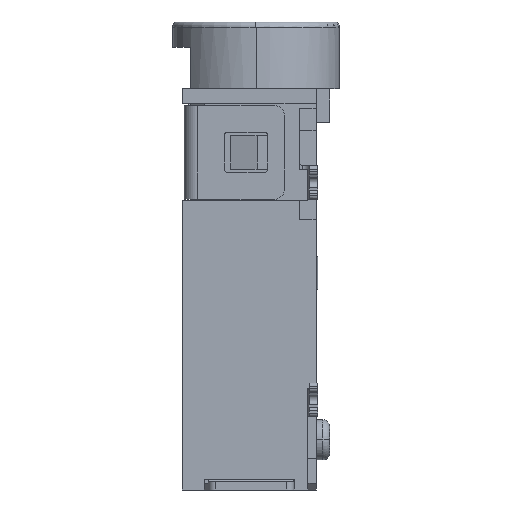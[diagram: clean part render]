
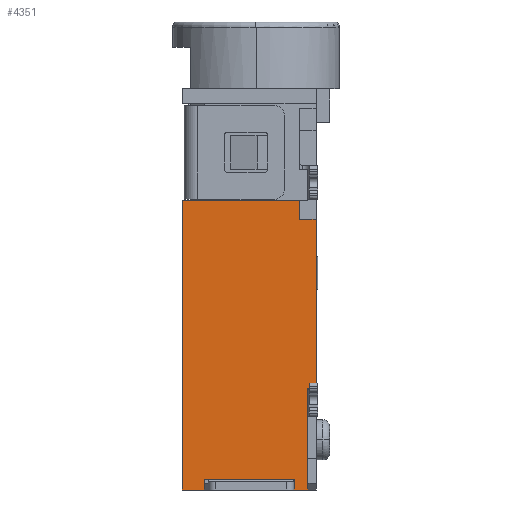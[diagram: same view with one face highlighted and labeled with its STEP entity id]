
A CAD part, left-side view. The second image highlights one B-rep face of the part: STEP entity #4351.
In plain terms, the highlighted planar face has unit normal (-1, 0, 0).
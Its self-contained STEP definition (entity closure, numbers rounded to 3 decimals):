
#580 = EDGE_CURVE ( 'NONE', #4680, #8208, #610, .T. ) ;
#610 = LINE ( 'NONE', #10962, #1432 ) ;
#653 = EDGE_CURVE ( 'NONE', #18221, #5432, #2196, .T. ) ;
#703 = DIRECTION ( 'NONE',  ( 0., -1., 0. ) ) ;
#976 = DIRECTION ( 'NONE',  ( 0., 0., 1. ) ) ;
#1203 = ORIENTED_EDGE ( 'NONE', *, *, #10027, .F. ) ;
#1432 = VECTOR ( 'NONE', #703, 1000. ) ;
#1462 = CARTESIAN_POINT ( 'NONE',  ( -3.15, 2.2, -3.35 ) ) ;
#1881 = CARTESIAN_POINT ( 'NONE',  ( -3.15, 1.55, -12. ) ) ;
#1942 = EDGE_CURVE ( 'NONE', #6412, #8208, #8073, .T. ) ;
#1947 = VERTEX_POINT ( 'NONE', #16379 ) ;
#2028 = CARTESIAN_POINT ( 'NONE',  ( -3.15, -1.15, -11.7 ) ) ;
#2050 = CARTESIAN_POINT ( 'NONE',  ( -3.15, 1.55, -11.7 ) ) ;
#2196 = LINE ( 'NONE', #7895, #3502 ) ;
#2435 = LINE ( 'NONE', #2710, #9070 ) ;
#2710 = CARTESIAN_POINT ( 'NONE',  ( -3.15, -1.3, -3.35 ) ) ;
#2743 = EDGE_CURVE ( 'NONE', #17244, #10947, #7571, .T. ) ;
#2807 = DIRECTION ( 'NONE',  ( 0., 1., 0. ) ) ;
#2950 = LINE ( 'NONE', #8635, #15356 ) ;
#3502 = VECTOR ( 'NONE', #16375, 1000. ) ;
#4083 = LINE ( 'NONE', #5307, #6677 ) ;
#4351 = ADVANCED_FACE ( 'NONE', ( #6600 ), #12295, .F. ) ;
#4477 = CARTESIAN_POINT ( 'NONE',  ( -3.15, -1.55, -8.95 ) ) ;
#4680 = VERTEX_POINT ( 'NONE', #17871 ) ;
#4865 = ORIENTED_EDGE ( 'NONE', *, *, #8917, .T. ) ;
#5061 = VECTOR ( 'NONE', #9060, 1000. ) ;
#5210 = CARTESIAN_POINT ( 'NONE',  ( -3.15, 0.2, -7.675 ) ) ;
#5302 = DIRECTION ( 'NONE',  ( 1., 0., 0. ) ) ;
#5307 = CARTESIAN_POINT ( 'NONE',  ( -3.15, -1.15, -12. ) ) ;
#5348 = DIRECTION ( 'NONE',  ( 0., 0., -1. ) ) ;
#5349 = ORIENTED_EDGE ( 'NONE', *, *, #14353, .F. ) ;
#5432 = VERTEX_POINT ( 'NONE', #17897 ) ;
#5955 = ORIENTED_EDGE ( 'NONE', *, *, #1942, .T. ) ;
#6299 = EDGE_CURVE ( 'NONE', #7562, #17244, #14823, .T. ) ;
#6412 = VERTEX_POINT ( 'NONE', #9580 ) ;
#6600 = FACE_OUTER_BOUND ( 'NONE', #16712, .T. ) ;
#6677 = VECTOR ( 'NONE', #18455, 1000. ) ;
#6745 = CARTESIAN_POINT ( 'NONE',  ( -3.15, -1.55, -8.95 ) ) ;
#6971 = LINE ( 'NONE', #1462, #9954 ) ;
#7114 = LINE ( 'NONE', #6745, #17104 ) ;
#7296 = ORIENTED_EDGE ( 'NONE', *, *, #7680, .T. ) ;
#7463 = CARTESIAN_POINT ( 'NONE',  ( -3.15, 2.2, -3.35 ) ) ;
#7562 = VERTEX_POINT ( 'NONE', #10711 ) ;
#7571 = LINE ( 'NONE', #2050, #5061 ) ;
#7680 = EDGE_CURVE ( 'NONE', #4680, #9030, #11352, .T. ) ;
#7725 = VECTOR ( 'NONE', #976, 1000. ) ;
#7730 = DIRECTION ( 'NONE',  ( 0., 1., 0. ) ) ;
#7817 = LINE ( 'NONE', #13509, #15597 ) ;
#7895 = CARTESIAN_POINT ( 'NONE',  ( -3.15, -1.55, -12. ) ) ;
#8073 = LINE ( 'NONE', #13772, #7725 ) ;
#8208 = VERTEX_POINT ( 'NONE', #8817 ) ;
#8404 = ORIENTED_EDGE ( 'NONE', *, *, #8526, .F. ) ;
#8526 = EDGE_CURVE ( 'NONE', #9729, #18221, #7114, .T. ) ;
#8635 = CARTESIAN_POINT ( 'NONE',  ( -3.15, 1.55, -12. ) ) ;
#8691 = ORIENTED_EDGE ( 'NONE', *, *, #653, .F. ) ;
#8774 = CARTESIAN_POINT ( 'NONE',  ( -3.15, -1.3, -3.35 ) ) ;
#8817 = CARTESIAN_POINT ( 'NONE',  ( -3.15, -1.8, -3.9 ) ) ;
#8917 = EDGE_CURVE ( 'NONE', #9030, #9814, #2435, .T. ) ;
#9030 = VERTEX_POINT ( 'NONE', #8774 ) ;
#9034 = DIRECTION ( 'NONE',  ( 0., 1., 0. ) ) ;
#9060 = DIRECTION ( 'NONE',  ( 0., 0., -1. ) ) ;
#9070 = VECTOR ( 'NONE', #2807, 1000. ) ;
#9104 = ORIENTED_EDGE ( 'NONE', *, *, #17457, .F. ) ;
#9580 = CARTESIAN_POINT ( 'NONE',  ( -3.15, -1.8, -8.95 ) ) ;
#9596 = VECTOR ( 'NONE', #7730, 1000. ) ;
#9729 = VERTEX_POINT ( 'NONE', #4477 ) ;
#9814 = VERTEX_POINT ( 'NONE', #7463 ) ;
#9943 = ORIENTED_EDGE ( 'NONE', *, *, #14727, .T. ) ;
#9954 = VECTOR ( 'NONE', #13038, 1000. ) ;
#10027 = EDGE_CURVE ( 'NONE', #5432, #7562, #4083, .T. ) ;
#10711 = CARTESIAN_POINT ( 'NONE',  ( -3.15, -1.15, -11.7 ) ) ;
#10900 = DIRECTION ( 'NONE',  ( 0., 1., 0. ) ) ;
#10947 = VERTEX_POINT ( 'NONE', #1881 ) ;
#10962 = CARTESIAN_POINT ( 'NONE',  ( -3.15, -1.3, -3.9 ) ) ;
#11352 = LINE ( 'NONE', #14258, #16481 ) ;
#11637 = CARTESIAN_POINT ( 'NONE',  ( -3.15, 1.55, -11.7 ) ) ;
#12295 = PLANE ( 'NONE',  #17910 ) ;
#12950 = DIRECTION ( 'NONE',  ( 0., 0., 1. ) ) ;
#13038 = DIRECTION ( 'NONE',  ( 0., 0., -1. ) ) ;
#13509 = CARTESIAN_POINT ( 'NONE',  ( -3.15, -1.8, -8.95 ) ) ;
#13772 = CARTESIAN_POINT ( 'NONE',  ( -3.15, -1.8, -8.95 ) ) ;
#14258 = CARTESIAN_POINT ( 'NONE',  ( -3.15, -1.3, -3.9 ) ) ;
#14330 = DIRECTION ( 'NONE',  ( 0., 1., 0. ) ) ;
#14353 = EDGE_CURVE ( 'NONE', #6412, #9729, #7817, .T. ) ;
#14398 = ORIENTED_EDGE ( 'NONE', *, *, #2743, .F. ) ;
#14727 = EDGE_CURVE ( 'NONE', #9814, #1947, #6971, .T. ) ;
#14823 = LINE ( 'NONE', #2028, #9596 ) ;
#15356 = VECTOR ( 'NONE', #14330, 1000. ) ;
#15597 = VECTOR ( 'NONE', #9034, 1000. ) ;
#15988 = ORIENTED_EDGE ( 'NONE', *, *, #580, .F. ) ;
#16301 = CARTESIAN_POINT ( 'NONE',  ( -3.15, -1.55, -12. ) ) ;
#16375 = DIRECTION ( 'NONE',  ( 0., 1., 0. ) ) ;
#16379 = CARTESIAN_POINT ( 'NONE',  ( -3.15, 2.2, -12. ) ) ;
#16481 = VECTOR ( 'NONE', #12950, 1000. ) ;
#16712 = EDGE_LOOP ( 'NONE', ( #1203, #8691, #8404, #5349, #5955, #15988, #7296, #4865, #9943, #9104, #14398, #17423 ) ) ;
#17104 = VECTOR ( 'NONE', #5348, 1000. ) ;
#17244 = VERTEX_POINT ( 'NONE', #11637 ) ;
#17423 = ORIENTED_EDGE ( 'NONE', *, *, #6299, .F. ) ;
#17457 = EDGE_CURVE ( 'NONE', #10947, #1947, #2950, .T. ) ;
#17871 = CARTESIAN_POINT ( 'NONE',  ( -3.15, -1.3, -3.9 ) ) ;
#17897 = CARTESIAN_POINT ( 'NONE',  ( -3.15, -1.15, -12. ) ) ;
#17910 = AXIS2_PLACEMENT_3D ( 'NONE', #5210, #5302, #10900 ) ;
#18221 = VERTEX_POINT ( 'NONE', #16301 ) ;
#18455 = DIRECTION ( 'NONE',  ( 0., 0., 1. ) ) ;
